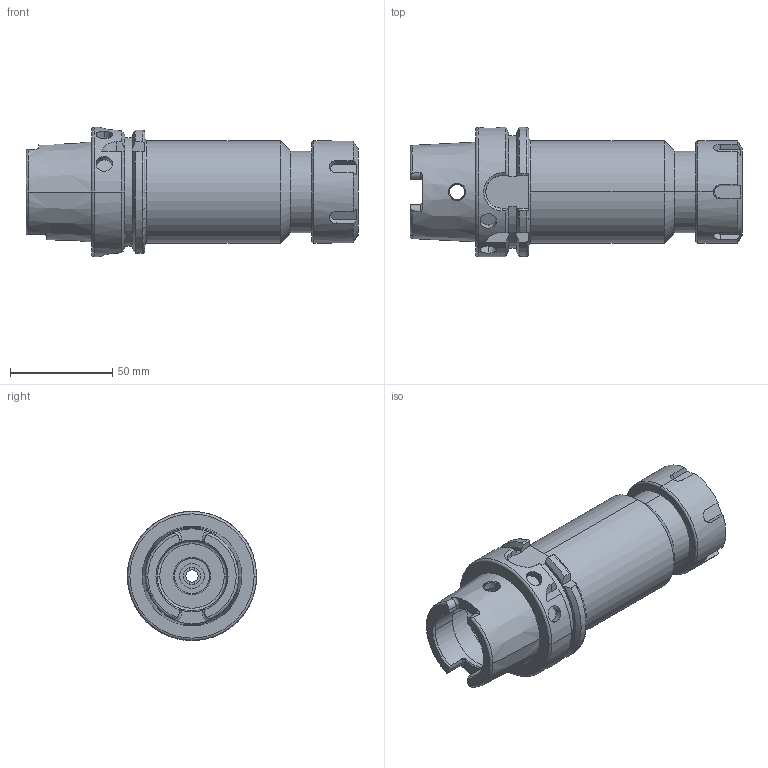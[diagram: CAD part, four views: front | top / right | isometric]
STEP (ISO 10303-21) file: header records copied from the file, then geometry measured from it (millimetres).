
FILE_DESCRIPTION (( 'STEP AP203' ), '1' );
FILE_NAME ('9163A-ER832130.STEP', '2022-06-04T06:08:08', ( '' ), ( '' ), 'SwSTEP 2.0', 'SolidWorks 2018', '' );
FILE_SCHEMA (( 'CONFIG_CONTROL_DESIGN' ));
Length unit declared in the file: inch
Products named in the file (5): HSKA63CCHER32130WW; FTNUTER32; FTSCWM22X150; 9163A-ER832130
Assembly tree (4 placements, depth 3):
  9163A-ER832130
    HSKA63CCHER32130WW
      HSKA63CCHER32130WW
      FTNUTER32
      FTSCWM22X150
Bounding box: 162 x 63 x 63 mm (x, y, z)
Volume: 233179.5 mm3; surface area: 52860 mm2
Topology: 3 solids, 3 shells, 254 faces, 657 edges, 416 vertices
Faces by surface type: plane 93, cylinder 69, cone 51, torus 27, bspline 14
Entity records: 9976 total; most frequent: CARTESIAN_POINT 3380, ORIENTED_EDGE 1310, DIRECTION 1240, EDGE_CURVE 655, AXIS2_PLACEMENT_3D 495, VERTEX_POINT 416, EDGE_LOOP 273, FACE_OUTER_BOUND 254
